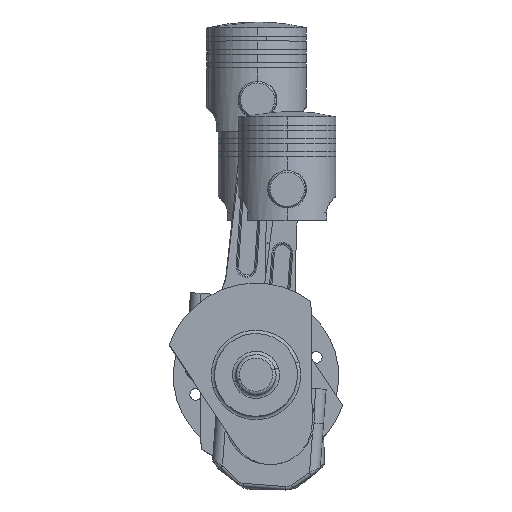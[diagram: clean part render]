
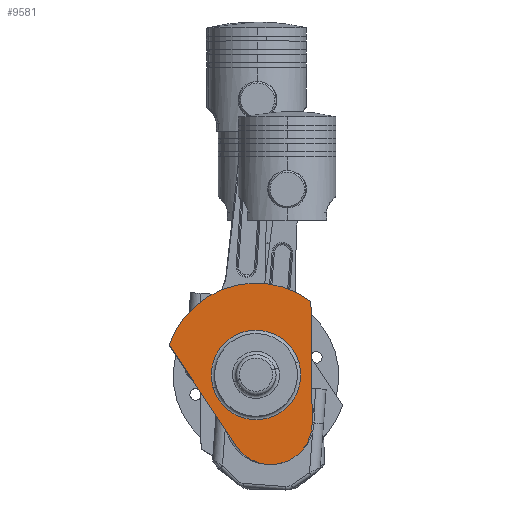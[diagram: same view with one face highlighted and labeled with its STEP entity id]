
A CAD part, top view. The second image highlights one B-rep face of the part: STEP entity #9581.
In plain terms, the highlighted planar face has unit normal (0, 0, 1).
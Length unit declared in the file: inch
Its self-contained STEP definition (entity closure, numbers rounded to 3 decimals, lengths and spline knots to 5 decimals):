
#456 = EDGE_CURVE ( 'NONE', #9278, #6301, #1800, .T. ) ;
#635 = FACE_BOUND ( 'NONE', #9607, .T. ) ;
#793 = CIRCLE ( 'NONE', #2106, 1.41732 ) ;
#1162 = DIRECTION ( 'NONE',  ( 0.284, -0.959, 0. ) ) ;
#1524 = DIRECTION ( 'NONE',  ( 0., 0., 1. ) ) ;
#1672 = DIRECTION ( 'NONE',  ( 1., 0., 0. ) ) ;
#1800 = CIRCLE ( 'NONE', #2627, 3.14961 ) ;
#1914 = CARTESIAN_POINT ( 'NONE',  ( -1.53543, 0., 7.48031 ) ) ;
#2106 = AXIS2_PLACEMENT_3D ( 'NONE', #6408, #1524, #1672 ) ;
#2183 = DIRECTION ( 'NONE',  ( 1., 0., 0. ) ) ;
#2619 = FACE_OUTER_BOUND ( 'NONE', #7953, .T. ) ;
#2627 = AXIS2_PLACEMENT_3D ( 'NONE', #7722, #2991, #3839 ) ;
#2849 = ORIENTED_EDGE ( 'NONE', *, *, #3389, .F. ) ;
#2991 = DIRECTION ( 'NONE',  ( 0., 0., -1. ) ) ;
#3281 = EDGE_CURVE ( 'NONE', #9458, #6217, #9870, .T. ) ;
#3389 = EDGE_CURVE ( 'NONE', #6301, #9156, #4227, .T. ) ;
#3557 = LINE ( 'NONE', #6635, #7716 ) ;
#3839 = DIRECTION ( 'NONE',  ( 1., 0., 0. ) ) ;
#4087 = ORIENTED_EDGE ( 'NONE', *, *, #8865, .T. ) ;
#4139 = AXIS2_PLACEMENT_3D ( 'NONE', #8508, #5170, #2183 ) ;
#4189 = ORIENTED_EDGE ( 'NONE', *, *, #6950, .T. ) ;
#4227 = LINE ( 'NONE', #6638, #7838 ) ;
#4502 = DIRECTION ( 'NONE',  ( -1., 0., 0. ) ) ;
#4615 = CIRCLE ( 'NONE', #7444, 1.53543 ) ;
#5059 = DIRECTION ( 'NONE',  ( -1., 0., 0. ) ) ;
#5072 = CARTESIAN_POINT ( 'NONE',  ( -2.54212, 1.85947, 7.48031 ) ) ;
#5170 = DIRECTION ( 'NONE',  ( 0., 0., -1. ) ) ;
#5581 = AXIS2_PLACEMENT_3D ( 'NONE', #5841, #8213, #5059 ) ;
#5841 = CARTESIAN_POINT ( 'NONE',  ( 0., 0., 7.48031 ) ) ;
#6074 = DIRECTION ( 'NONE',  ( 0., 0., -1. ) ) ;
#6217 = VERTEX_POINT ( 'NONE', #1914 ) ;
#6301 = VERTEX_POINT ( 'NONE', #8654 ) ;
#6408 = CARTESIAN_POINT ( 'NONE',  ( 0., -1.73228, 7.48031 ) ) ;
#6635 = CARTESIAN_POINT ( 'NONE',  ( -1.83069, -0.54228, 7.48031 ) ) ;
#6638 = CARTESIAN_POINT ( 'NONE',  ( 1.83069, -0.54228, 7.48031 ) ) ;
#6678 = VERTEX_POINT ( 'NONE', #7664 ) ;
#6925 = PLANE ( 'NONE',  #4139 ) ;
#6950 = EDGE_CURVE ( 'NONE', #9278, #6678, #3557, .T. ) ;
#7300 = CARTESIAN_POINT ( 'NONE',  ( 1.53543, 0., 7.48031 ) ) ;
#7306 = ORIENTED_EDGE ( 'NONE', *, *, #8149, .T. ) ;
#7397 = DIRECTION ( 'NONE',  ( -0.284, -0.959, 0. ) ) ;
#7444 = AXIS2_PLACEMENT_3D ( 'NONE', #8449, #6074, #4502 ) ;
#7646 = ORIENTED_EDGE ( 'NONE', *, *, #3281, .T. ) ;
#7664 = CARTESIAN_POINT ( 'NONE',  ( -1.35896, -2.13482, 7.48031 ) ) ;
#7716 = VECTOR ( 'NONE', #1162, 39.37008 ) ;
#7722 = CARTESIAN_POINT ( 'NONE',  ( 0., 0., 7.48031 ) ) ;
#7838 = VECTOR ( 'NONE', #7397, 39.37008 ) ;
#7953 = EDGE_LOOP ( 'NONE', ( #9224, #4189, #7306, #2849 ) ) ;
#8028 = CARTESIAN_POINT ( 'NONE',  ( 1.35896, -2.13482, 7.48031 ) ) ;
#8149 = EDGE_CURVE ( 'NONE', #6678, #9156, #793, .T. ) ;
#8213 = DIRECTION ( 'NONE',  ( 0., 0., -1. ) ) ;
#8449 = CARTESIAN_POINT ( 'NONE',  ( 0., 0., 7.48031 ) ) ;
#8508 = CARTESIAN_POINT ( 'NONE',  ( 0., 0., 7.48031 ) ) ;
#8654 = CARTESIAN_POINT ( 'NONE',  ( 2.54212, 1.85947, 7.48031 ) ) ;
#8865 = EDGE_CURVE ( 'NONE', #6217, #9458, #4615, .T. ) ;
#9156 = VERTEX_POINT ( 'NONE', #8028 ) ;
#9224 = ORIENTED_EDGE ( 'NONE', *, *, #456, .F. ) ;
#9278 = VERTEX_POINT ( 'NONE', #5072 ) ;
#9458 = VERTEX_POINT ( 'NONE', #7300 ) ;
#9581 = ADVANCED_FACE ( 'NONE', ( #635, #2619 ), #6925, .F. ) ;
#9607 = EDGE_LOOP ( 'NONE', ( #4087, #7646 ) ) ;
#9870 = CIRCLE ( 'NONE', #5581, 1.53543 ) ;
